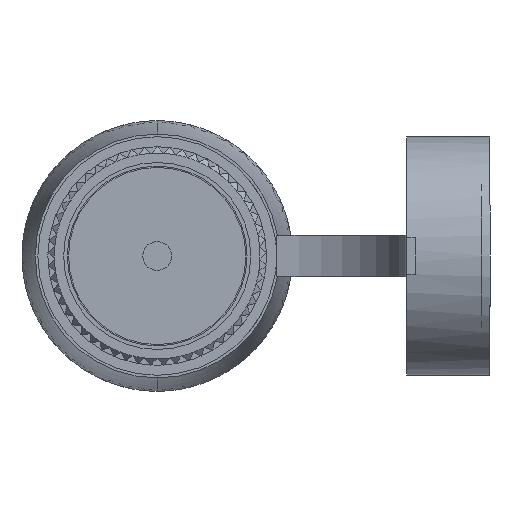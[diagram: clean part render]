
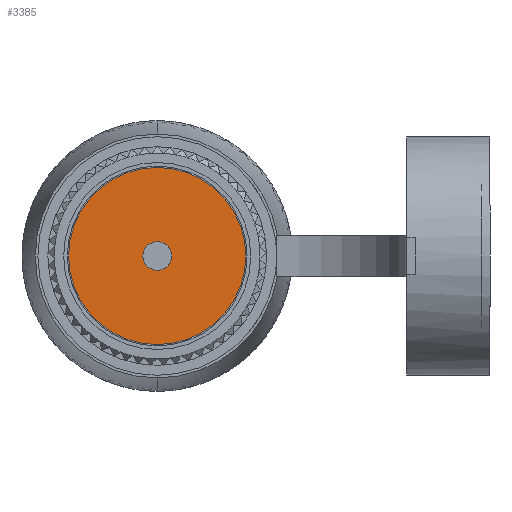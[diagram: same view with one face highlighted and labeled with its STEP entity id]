
A CAD part, left-side view. The second image highlights one B-rep face of the part: STEP entity #3385.
In plain terms, the highlighted planar face has unit normal (-1, 0, 0).
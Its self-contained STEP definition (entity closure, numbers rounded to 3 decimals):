
#518 = EDGE_CURVE ( 'NONE', #9166, #7607, #8366, .T. ) ;
#1345 = AXIS2_PLACEMENT_3D ( 'NONE', #1648, #32461, #7449 ) ;
#1648 = CARTESIAN_POINT ( 'NONE',  ( 32.729, 36.232, 53.324 ) ) ;
#2820 = EDGE_CURVE ( 'NONE', #7607, #9166, #10563, .T. ) ;
#3385 = ADVANCED_FACE ( 'NONE', ( #6139 ), #20799, .F. ) ;
#3942 = AXIS2_PLACEMENT_3D ( 'NONE', #32191, #32075, #7188 ) ;
#6139 = FACE_OUTER_BOUND ( 'NONE', #30105, .T. ) ;
#7188 = DIRECTION ( 'NONE',  ( 0., 0., -1. ) ) ;
#7384 = ORIENTED_EDGE ( 'NONE', *, *, #518, .F. ) ;
#7449 = DIRECTION ( 'NONE',  ( 0., 0., -1. ) ) ;
#7607 = VERTEX_POINT ( 'NONE', #30627 ) ;
#8366 = CIRCLE ( 'NONE', #1345, 11.242 ) ;
#9166 = VERTEX_POINT ( 'NONE', #18544 ) ;
#9534 = DIRECTION ( 'NONE',  ( 0., 0., -1. ) ) ;
#10563 = CIRCLE ( 'NONE', #30966, 11.242 ) ;
#15395 = CARTESIAN_POINT ( 'NONE',  ( 32.729, 36.232, 53.324 ) ) ;
#17847 = DIRECTION ( 'NONE',  ( 1., 0., 0. ) ) ;
#18544 = CARTESIAN_POINT ( 'NONE',  ( 32.729, 36.232, 64.565 ) ) ;
#20799 = PLANE ( 'NONE',  #3942 ) ;
#30105 = EDGE_LOOP ( 'NONE', ( #32770, #7384 ) ) ;
#30627 = CARTESIAN_POINT ( 'NONE',  ( 32.729, 36.232, 42.082 ) ) ;
#30966 = AXIS2_PLACEMENT_3D ( 'NONE', #15395, #17847, #9534 ) ;
#32075 = DIRECTION ( 'NONE',  ( 1., 0., 0. ) ) ;
#32191 = CARTESIAN_POINT ( 'NONE',  ( 32.729, 24.991, 53.324 ) ) ;
#32461 = DIRECTION ( 'NONE',  ( 1., 0., 0. ) ) ;
#32770 = ORIENTED_EDGE ( 'NONE', *, *, #2820, .F. ) ;
